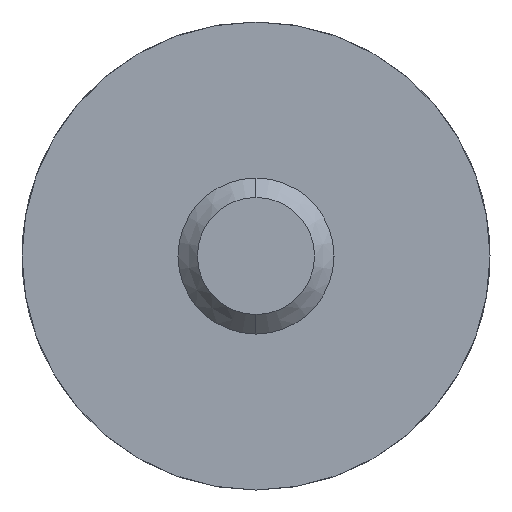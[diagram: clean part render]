
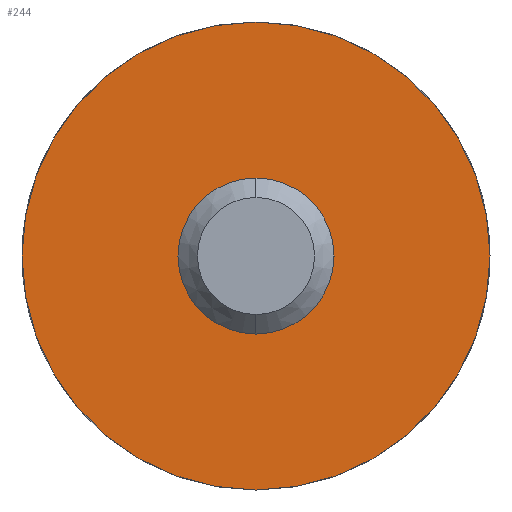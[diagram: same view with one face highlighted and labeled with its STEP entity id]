
A CAD part, left-side view. The second image highlights one B-rep face of the part: STEP entity #244.
In plain terms, the highlighted planar face has unit normal (-1, 0, 0).
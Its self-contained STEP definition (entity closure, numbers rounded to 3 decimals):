
#5 = FACE_BOUND ( 'NONE', #30, .T. ) ;
#30 = EDGE_LOOP ( 'NONE', ( #209, #33 ) ) ;
#33 = ORIENTED_EDGE ( 'NONE', *, *, #93, .F. ) ;
#62 = CIRCLE ( 'NONE', #205, 6. ) ;
#64 = EDGE_CURVE ( 'NONE', #476, #123, #365, .T. ) ;
#70 = DIRECTION ( 'NONE',  ( 0., 0., -1. ) ) ;
#85 = AXIS2_PLACEMENT_3D ( 'NONE', #249, #389, #70 ) ;
#93 = EDGE_CURVE ( 'NONE', #378, #346, #177, .T. ) ;
#96 = CARTESIAN_POINT ( 'NONE',  ( -10.25, 0., 2. ) ) ;
#123 = VERTEX_POINT ( 'NONE', #229 ) ;
#129 = EDGE_CURVE ( 'NONE', #123, #476, #62, .T. ) ;
#167 = CIRCLE ( 'NONE', #382, 2. ) ;
#177 = CIRCLE ( 'NONE', #85, 2. ) ;
#183 = ORIENTED_EDGE ( 'NONE', *, *, #64, .F. ) ;
#190 = CARTESIAN_POINT ( 'NONE',  ( -10.25, 0., -2. ) ) ;
#193 = CARTESIAN_POINT ( 'NONE',  ( -10.25, 0., 6. ) ) ;
#205 = AXIS2_PLACEMENT_3D ( 'NONE', #528, #267, #488 ) ;
#209 = ORIENTED_EDGE ( 'NONE', *, *, #449, .F. ) ;
#220 = CARTESIAN_POINT ( 'NONE',  ( -10.25, 0., 0. ) ) ;
#229 = CARTESIAN_POINT ( 'NONE',  ( -10.25, 0., -6. ) ) ;
#244 = ADVANCED_FACE ( 'NONE', ( #5, #295 ), #430, .F. ) ;
#249 = CARTESIAN_POINT ( 'NONE',  ( -10.25, 0., 0. ) ) ;
#251 = DIRECTION ( 'NONE',  ( 0., 0., -1. ) ) ;
#255 = CARTESIAN_POINT ( 'NONE',  ( -10.25, 0., 0. ) ) ;
#267 = DIRECTION ( 'NONE',  ( 1., 0., 0. ) ) ;
#289 = AXIS2_PLACEMENT_3D ( 'NONE', #481, #315, #397 ) ;
#295 = FACE_OUTER_BOUND ( 'NONE', #453, .T. ) ;
#315 = DIRECTION ( 'NONE',  ( 1., 0., 0. ) ) ;
#342 = DIRECTION ( 'NONE',  ( -1., 0., 0. ) ) ;
#346 = VERTEX_POINT ( 'NONE', #190 ) ;
#365 = CIRCLE ( 'NONE', #492, 6. ) ;
#378 = VERTEX_POINT ( 'NONE', #96 ) ;
#382 = AXIS2_PLACEMENT_3D ( 'NONE', #255, #342, #515 ) ;
#384 = DIRECTION ( 'NONE',  ( 1., 0., 0. ) ) ;
#389 = DIRECTION ( 'NONE',  ( -1., 0., 0. ) ) ;
#397 = DIRECTION ( 'NONE',  ( 0., 0., -1. ) ) ;
#430 = PLANE ( 'NONE',  #289 ) ;
#433 = ORIENTED_EDGE ( 'NONE', *, *, #129, .F. ) ;
#449 = EDGE_CURVE ( 'NONE', #346, #378, #167, .T. ) ;
#453 = EDGE_LOOP ( 'NONE', ( #183, #433 ) ) ;
#476 = VERTEX_POINT ( 'NONE', #193 ) ;
#481 = CARTESIAN_POINT ( 'NONE',  ( -10.25, 0., 0. ) ) ;
#488 = DIRECTION ( 'NONE',  ( 0., 0., -1. ) ) ;
#492 = AXIS2_PLACEMENT_3D ( 'NONE', #220, #384, #251 ) ;
#515 = DIRECTION ( 'NONE',  ( 0., 0., -1. ) ) ;
#528 = CARTESIAN_POINT ( 'NONE',  ( -10.25, 0., 0. ) ) ;
